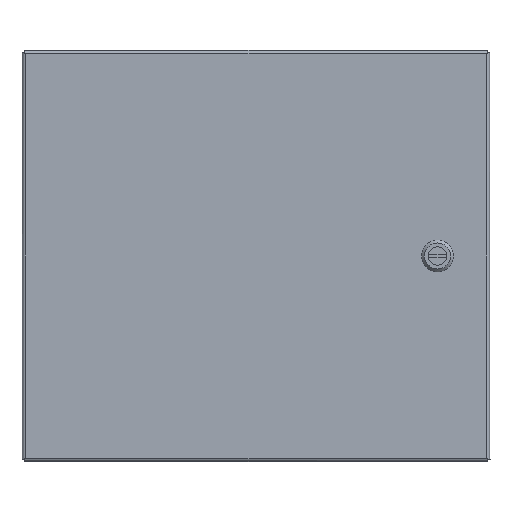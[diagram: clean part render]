
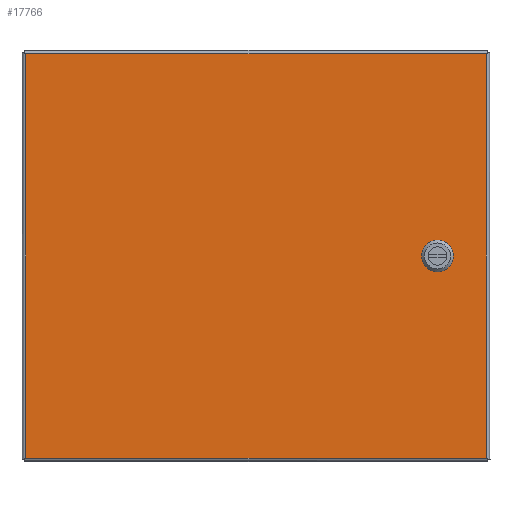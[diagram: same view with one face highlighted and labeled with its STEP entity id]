
A CAD part, front view. The second image highlights one B-rep face of the part: STEP entity #17766.
In plain terms, the highlighted planar face has unit normal (0, -1, 0).
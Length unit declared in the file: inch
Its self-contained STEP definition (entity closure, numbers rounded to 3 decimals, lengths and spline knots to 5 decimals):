
#346 = ORIENTED_EDGE ( 'NONE', *, *, #13552, .T. ) ;
#461 = EDGE_CURVE ( 'NONE', #18625, #3671, #18051, .T. ) ;
#766 = DIRECTION ( 'NONE',  ( 1., 0., 0. ) ) ;
#1041 = ORIENTED_EDGE ( 'NONE', *, *, #10512, .T. ) ;
#1197 = VECTOR ( 'NONE', #10713, 39.37008 ) ;
#1648 = AXIS2_PLACEMENT_3D ( 'NONE', #11647, #4893, #13266 ) ;
#1823 = EDGE_CURVE ( 'NONE', #8122, #10299, #8956, .T. ) ;
#2069 = CARTESIAN_POINT ( 'NONE',  ( 6.028, -2.65, -0.3955 ) ) ;
#2146 = DIRECTION ( 'NONE',  ( 1., 0., 0. ) ) ;
#2200 = EDGE_CURVE ( 'NONE', #10299, #4405, #18413, .T. ) ;
#2328 = LINE ( 'NONE', #8990, #1197 ) ;
#2919 = ORIENTED_EDGE ( 'NONE', *, *, #4292, .T. ) ;
#3431 = EDGE_CURVE ( 'NONE', #3671, #10164, #13233, .T. ) ;
#3671 = VERTEX_POINT ( 'NONE', #6148 ) ;
#3810 = CARTESIAN_POINT ( 'NONE',  ( 6.6545, -2.65, -0.231 ) ) ;
#3897 = ORIENTED_EDGE ( 'NONE', *, *, #10838, .T. ) ;
#4155 = VERTEX_POINT ( 'NONE', #14146 ) ;
#4157 = CARTESIAN_POINT ( 'NONE',  ( 6.49, -2.65, -0.3955 ) ) ;
#4292 = EDGE_CURVE ( 'NONE', #4405, #13570, #17736, .T. ) ;
#4368 = LINE ( 'NONE', #6010, #16202 ) ;
#4405 = VERTEX_POINT ( 'NONE', #12415 ) ;
#4575 = VECTOR ( 'NONE', #2146, 39.37008 ) ;
#4784 = FACE_OUTER_BOUND ( 'NONE', #20687, .T. ) ;
#4893 = DIRECTION ( 'NONE',  ( 0., -1., 0. ) ) ;
#4908 = CARTESIAN_POINT ( 'NONE',  ( 6.028, -2.65, 0.3955 ) ) ;
#5062 = CARTESIAN_POINT ( 'NONE',  ( 7.947, -2.65, -6.9715 ) ) ;
#5093 = CARTESIAN_POINT ( 'NONE',  ( 6.49, -2.65, 0.3955 ) ) ;
#5365 = VECTOR ( 'NONE', #15000, 39.37008 ) ;
#5444 = LINE ( 'NONE', #3810, #14376 ) ;
#5629 = CARTESIAN_POINT ( 'NONE',  ( 5.8635, -2.65, -0.231 ) ) ;
#6010 = CARTESIAN_POINT ( 'NONE',  ( 6.028, -2.65, -0.3955 ) ) ;
#6148 = CARTESIAN_POINT ( 'NONE',  ( 6.028, -2.65, 0.3955 ) ) ;
#6197 = VECTOR ( 'NONE', #8556, 39.37008 ) ;
#6233 = VECTOR ( 'NONE', #13282, 39.37008 ) ;
#6606 = VERTEX_POINT ( 'NONE', #2069 ) ;
#6655 = PLANE ( 'NONE',  #1648 ) ;
#6960 = CARTESIAN_POINT ( 'NONE',  ( 5.8635, -2.65, 0.231 ) ) ;
#7205 = CARTESIAN_POINT ( 'NONE',  ( 6.6545, -2.65, 0.231 ) ) ;
#7456 = VECTOR ( 'NONE', #10842, 39.37008 ) ;
#8122 = VERTEX_POINT ( 'NONE', #12618 ) ;
#8365 = LINE ( 'NONE', #5093, #15167 ) ;
#8556 = DIRECTION ( 'NONE',  ( 0., 0., 1. ) ) ;
#8803 = CARTESIAN_POINT ( 'NONE',  ( -7.946, -2.65, 6.9715 ) ) ;
#8805 = CARTESIAN_POINT ( 'NONE',  ( 6.49, -2.65, 0.3955 ) ) ;
#8956 = LINE ( 'NONE', #15546, #20443 ) ;
#8990 = CARTESIAN_POINT ( 'NONE',  ( -7.946, -2.65, -6.9715 ) ) ;
#9833 = CARTESIAN_POINT ( 'NONE',  ( -7.946, -2.65, 6.9715 ) ) ;
#10164 = VERTEX_POINT ( 'NONE', #20897 ) ;
#10299 = VERTEX_POINT ( 'NONE', #20797 ) ;
#10512 = EDGE_CURVE ( 'NONE', #13570, #8122, #2328, .T. ) ;
#10713 = DIRECTION ( 'NONE',  ( 0., 0., -1. ) ) ;
#10838 = EDGE_CURVE ( 'NONE', #4155, #18625, #14855, .T. ) ;
#10842 = DIRECTION ( 'NONE',  ( -0.707, 0., 0.707 ) ) ;
#11066 = ORIENTED_EDGE ( 'NONE', *, *, #2200, .T. ) ;
#11170 = VERTEX_POINT ( 'NONE', #13751 ) ;
#11647 = CARTESIAN_POINT ( 'NONE',  ( -7.946, -2.65, -6.9715 ) ) ;
#11655 = CARTESIAN_POINT ( 'NONE',  ( 6.6545, -2.65, -0.231 ) ) ;
#11688 = EDGE_CURVE ( 'NONE', #20064, #11170, #5444, .T. ) ;
#12099 = EDGE_LOOP ( 'NONE', ( #3897, #19621, #20030, #15404, #17034, #21099, #15250, #346 ) ) ;
#12170 = CARTESIAN_POINT ( 'NONE',  ( 5.8635, -2.65, 0.231 ) ) ;
#12415 = CARTESIAN_POINT ( 'NONE',  ( 7.947, -2.65, 6.9715 ) ) ;
#12583 = EDGE_CURVE ( 'NONE', #11170, #19753, #19667, .T. ) ;
#12618 = CARTESIAN_POINT ( 'NONE',  ( -7.946, -2.65, -6.9715 ) ) ;
#12997 = VECTOR ( 'NONE', #16609, 39.37008 ) ;
#13233 = LINE ( 'NONE', #8805, #4575 ) ;
#13266 = DIRECTION ( 'NONE',  ( 0., 0., -1. ) ) ;
#13282 = DIRECTION ( 'NONE',  ( 0.707, 0., 0.707 ) ) ;
#13552 = EDGE_CURVE ( 'NONE', #6606, #4155, #18661, .T. ) ;
#13570 = VERTEX_POINT ( 'NONE', #8803 ) ;
#13751 = CARTESIAN_POINT ( 'NONE',  ( 6.6545, -2.65, -0.231 ) ) ;
#14146 = CARTESIAN_POINT ( 'NONE',  ( 5.8635, -2.65, -0.231 ) ) ;
#14376 = VECTOR ( 'NONE', #20720, 39.37008 ) ;
#14400 = VECTOR ( 'NONE', #17949, 39.37008 ) ;
#14573 = EDGE_CURVE ( 'NONE', #10164, #20064, #8365, .T. ) ;
#14855 = LINE ( 'NONE', #6960, #12997 ) ;
#14881 = FACE_BOUND ( 'NONE', #12099, .T. ) ;
#15000 = DIRECTION ( 'NONE',  ( -0.707, 0., -0.707 ) ) ;
#15167 = VECTOR ( 'NONE', #18339, 39.37008 ) ;
#15250 = ORIENTED_EDGE ( 'NONE', *, *, #15501, .T. ) ;
#15404 = ORIENTED_EDGE ( 'NONE', *, *, #14573, .T. ) ;
#15501 = EDGE_CURVE ( 'NONE', #19753, #6606, #4368, .T. ) ;
#15546 = CARTESIAN_POINT ( 'NONE',  ( -7.946, -2.65, -6.9715 ) ) ;
#16202 = VECTOR ( 'NONE', #21079, 39.37008 ) ;
#16609 = DIRECTION ( 'NONE',  ( 0., 0., 1. ) ) ;
#17034 = ORIENTED_EDGE ( 'NONE', *, *, #11688, .T. ) ;
#17736 = LINE ( 'NONE', #9833, #14400 ) ;
#17766 = ADVANCED_FACE ( 'NONE', ( #4784, #14881 ), #6655, .T. ) ;
#17949 = DIRECTION ( 'NONE',  ( -1., 0., 0. ) ) ;
#18051 = LINE ( 'NONE', #4908, #6233 ) ;
#18339 = DIRECTION ( 'NONE',  ( 0.707, 0., -0.707 ) ) ;
#18413 = LINE ( 'NONE', #5062, #6197 ) ;
#18625 = VERTEX_POINT ( 'NONE', #12170 ) ;
#18661 = LINE ( 'NONE', #5629, #7456 ) ;
#18680 = ORIENTED_EDGE ( 'NONE', *, *, #1823, .T. ) ;
#19621 = ORIENTED_EDGE ( 'NONE', *, *, #461, .T. ) ;
#19667 = LINE ( 'NONE', #11655, #5365 ) ;
#19753 = VERTEX_POINT ( 'NONE', #4157 ) ;
#20030 = ORIENTED_EDGE ( 'NONE', *, *, #3431, .T. ) ;
#20064 = VERTEX_POINT ( 'NONE', #7205 ) ;
#20443 = VECTOR ( 'NONE', #766, 39.37008 ) ;
#20687 = EDGE_LOOP ( 'NONE', ( #11066, #2919, #1041, #18680 ) ) ;
#20720 = DIRECTION ( 'NONE',  ( 0., 0., -1. ) ) ;
#20797 = CARTESIAN_POINT ( 'NONE',  ( 7.947, -2.65, -6.9715 ) ) ;
#20897 = CARTESIAN_POINT ( 'NONE',  ( 6.49, -2.65, 0.3955 ) ) ;
#21079 = DIRECTION ( 'NONE',  ( -1., 0., 0. ) ) ;
#21099 = ORIENTED_EDGE ( 'NONE', *, *, #12583, .T. ) ;
